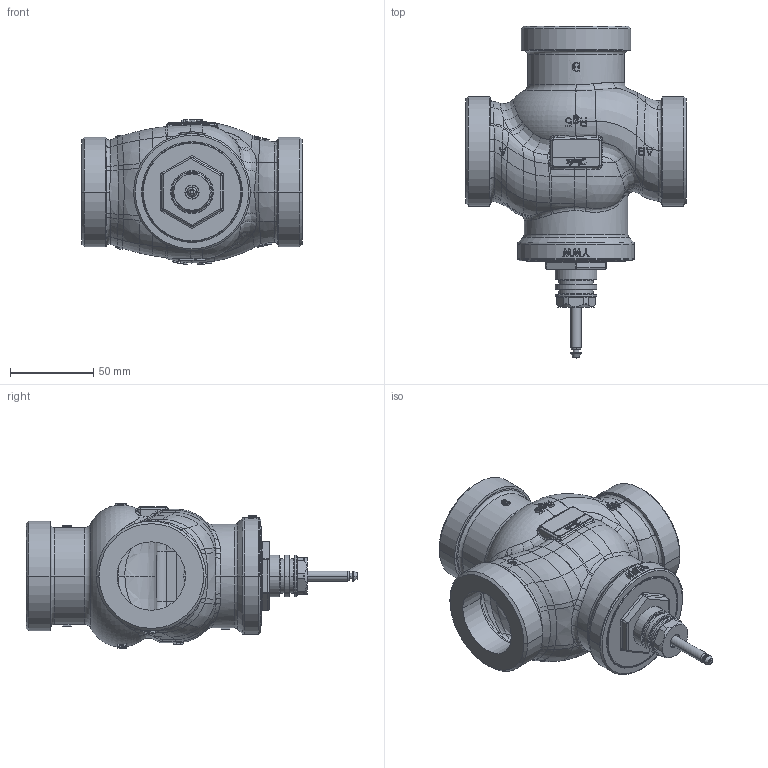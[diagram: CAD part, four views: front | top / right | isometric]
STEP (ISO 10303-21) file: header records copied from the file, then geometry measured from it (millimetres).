
FILE_DESCRIPTION((''),'2;1');
FILE_NAME('065Z0159_VALVE_VRB3_DN40_ASM','2015-03-17T',('u317927'),('Danfoss'),'PRO/ENGINEER BY PARAMETRIC TECHNOLOGY CORPORATION, 2014000','PRO/ENGINEER BY PARAMETRIC TECHNOLOGY CORPORATION, 2014000','');
FILE_SCHEMA(('CONFIG_CONTROL_DESIGN'));
Products named in the file (7): 8503114_VALVE_BODY_VRB3_DN40; 8503275_VALVE_COVER_DN40_3P; 8503203_VALVE_NECK_DN40_50; 8503183_STUFFING_BOX_DN40-DN50_ASM; 8503216_STEM_DN40_50_3P; 8503299_LABEL_PLATE; 065Z0159_VALVE_VRB3_DN40_ASM
Assembly tree (6 placements, depth 3):
  065Z0159_VALVE_VRB3_DN40_ASM
    8503114_VALVE_BODY_VRB3_DN40
    8503275_VALVE_COVER_DN40_3P
    8503183_STUFFING_BOX_DN40-DN50_ASM
      8503203_VALVE_NECK_DN40_50
    8503216_STEM_DN40_50_3P
    8503299_LABEL_PLATE
Bounding box: 132 x 198.8 x 86.93 mm (x, y, z)
Volume: 345777.6 mm3; surface area: 157105.8 mm2
Topology: 5 solids, 29 shells, 1491 faces, 3884 edges, 2471 vertices
Faces by surface type: plane 603, bspline 449, cylinder 200, torus 89, cone 86, extrusion 54, sphere 10
Entity records: 64443 total; most frequent: CARTESIAN_POINT 32892, ORIENTED_EDGE 7468, DIRECTION 4730, EDGE_CURVE 3884, VERTEX_POINT 2471, B_SPLINE_CURVE_WITH_KNOTS 2092, AXIS2_PLACEMENT_3D 1820, EDGE_LOOP 1556
